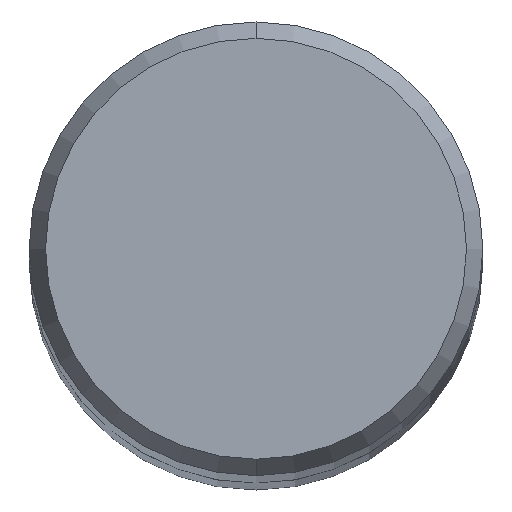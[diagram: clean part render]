
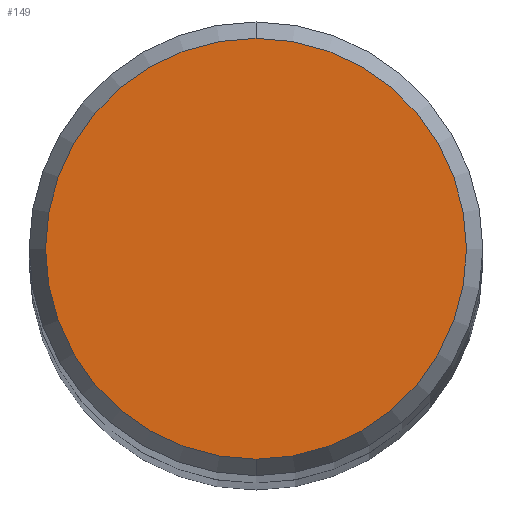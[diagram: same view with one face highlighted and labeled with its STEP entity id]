
A CAD part, top view. The second image highlights one B-rep face of the part: STEP entity #149.
In plain terms, the highlighted planar face has unit normal (0, 0, 1).
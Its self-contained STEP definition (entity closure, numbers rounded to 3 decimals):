
#107=EDGE_CURVE('',#139,#115,#230,.T.);
#115=VERTEX_POINT('',#238);
#127=EDGE_CURVE('',#115,#139,#252,.T.);
#139=VERTEX_POINT('',#264);
#149=ADVANCED_FACE('',(#276),#277,.T.);
#230=CIRCLE('',#358,2.946);
#238=CARTESIAN_POINT('',(0.0,2.946,0.0));
#252=CIRCLE('',#387,2.946);
#264=CARTESIAN_POINT('',(0.,-2.946,0.0));
#276=FACE_OUTER_BOUND('',#416,.T.);
#277=PLANE('',#417);
#358=AXIS2_PLACEMENT_3D('',#508,#509,#510);
#387=AXIS2_PLACEMENT_3D('',#533,#534,#535);
#416=EDGE_LOOP('',(#560,#561));
#417=AXIS2_PLACEMENT_3D('',#562,#563,#564);
#508=CARTESIAN_POINT('',(0.0,0.0,0.0));
#509=DIRECTION('',(0.0,0.0,-1.0));
#510=DIRECTION('',(0.0,1.0,0.0));
#533=CARTESIAN_POINT('',(0.0,0.0,0.0));
#534=DIRECTION('',(0.0,0.0,-1.0));
#535=DIRECTION('',(0.0,1.0,0.0));
#560=ORIENTED_EDGE('',*,*,#127,.F.);
#561=ORIENTED_EDGE('',*,*,#107,.F.);
#562=CARTESIAN_POINT('',(0.0,1.473,0.0));
#563=DIRECTION('',(-0.0,0.0,1.0));
#564=DIRECTION('',(0.0,-1.0,0.0));
